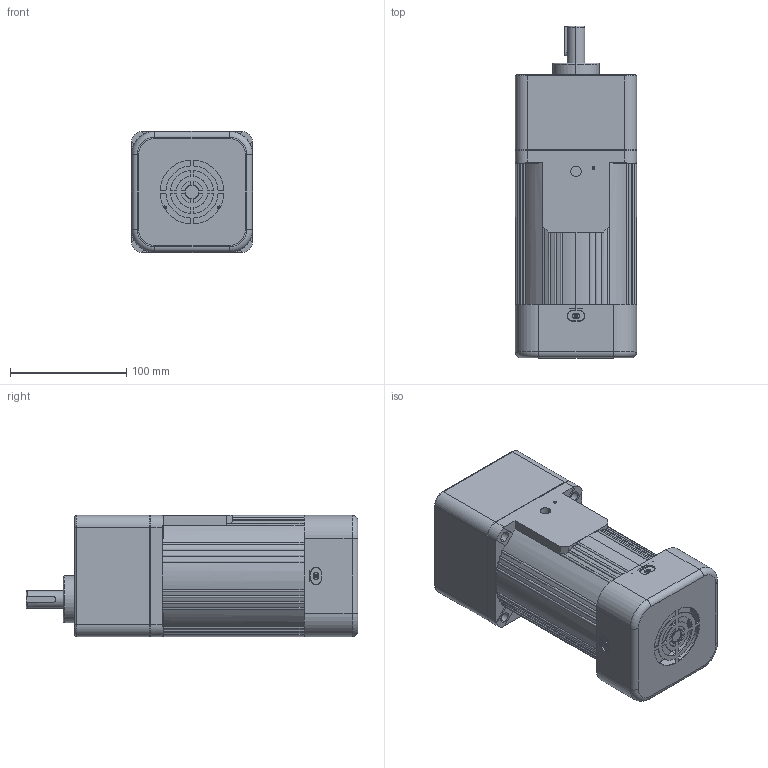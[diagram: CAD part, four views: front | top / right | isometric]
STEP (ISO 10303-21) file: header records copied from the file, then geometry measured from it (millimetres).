
FILE_DESCRIPTION (( 'STEP AP203' ), '1' );
FILE_NAME ('6IK120-250(R)+6GN3-200K.STEP', '2020-01-10T06:58:48', ( 'Sky123.Org' ), ( 'Sky123.Org' ), 'SwSTEP 2.0', 'SolidWorks 2014', '' );
FILE_SCHEMA (( 'CONFIG_CONTROL_DESIGN' ));
Length unit declared in the file: millimetre
Products named in the file (4): 6IK120-250A; 100瑞欶; 6GN3-200K; 6IK120-250(R)+6GN3-200K
Assembly tree (3 placements, depth 2):
  6IK120-250(R)+6GN3-200K
    6IK120-250A
    100瑞欶
    6GN3-200K
Bounding box: 104 x 285 x 104 mm (x, y, z)
Volume: 2005052.4 mm3; surface area: 185863.9 mm2
Topology: 3 solids, 3 shells, 536 faces, 1357 edges, 835 vertices
Faces by surface type: cylinder 198, plane 162, torus 93, cone 83
Entity records: 16980 total; most frequent: CARTESIAN_POINT 3333, DIRECTION 3014, ORIENTED_EDGE 2662, EDGE_CURVE 1331, AXIS2_PLACEMENT_3D 1234, VERTEX_POINT 835, CIRCLE 692, EDGE_LOOP 612
